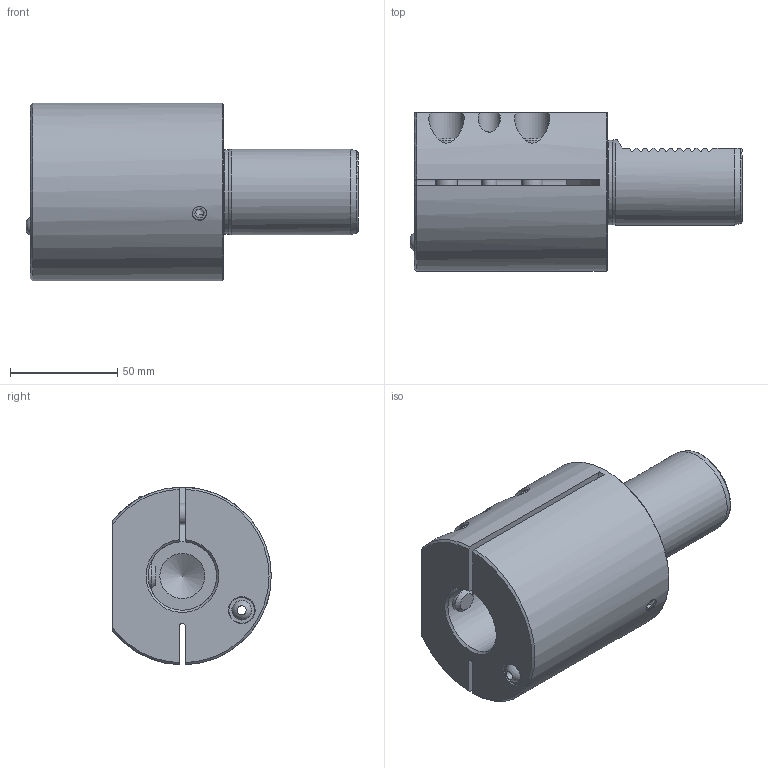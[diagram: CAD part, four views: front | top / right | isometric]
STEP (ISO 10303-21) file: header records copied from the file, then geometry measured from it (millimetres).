
FILE_DESCRIPTION(/* description */ (''),/* implementation_level */ '2;1');
FILE_NAME(/* name */ '40_32_230.stp',/* time_stamp */ '2021-10-06T11:17:22+02:00',/* author */ ('cad'),/* organization */ (''),/* preprocessor_version */ 'ST-DEVELOPER v18.1',/* originating_system */ 'Autodesk Inventor 2021',/* authorisation */ '');
FILE_SCHEMA (('AUTOMOTIVE_DESIGN { 1 0 10303 214 3 1 1 }'));
Length unit declared in the file: inch
Products named in the file (1): 40_32_230_Shrinkwrap_1
Bounding box: 155.05 x 74 x 82.96 mm (x, y, z)
Volume: 425484.7 mm3; surface area: 67603.7 mm2
Topology: 1 solids, 1 shells, 201 faces, 586 edges, 404 vertices
Faces by surface type: plane 106, cylinder 49, cone 38, torus 6, sphere 2
Full cylindrical faces by diameter (mm): 3.5 x1, 4.134 x1, 5.7 x1, 6.647 x2, 7 x1, 8.376 x2, 9 x1, 10 x4, 10.106 x3, 10.5 x3, 12 x5, 14 x1, 16 x2, 16.5 x2, 21 x1, 32 x1, 32.6 x1, 39.4 x1, 40 x1
Entity records: 7569 total; most frequent: CARTESIAN_POINT 2008, ORIENTED_EDGE 1154, DIRECTION 1089, EDGE_CURVE 577, AXIS2_PLACEMENT_3D 423, VERTEX_POINT 404, LINE 243, VECTOR 243
